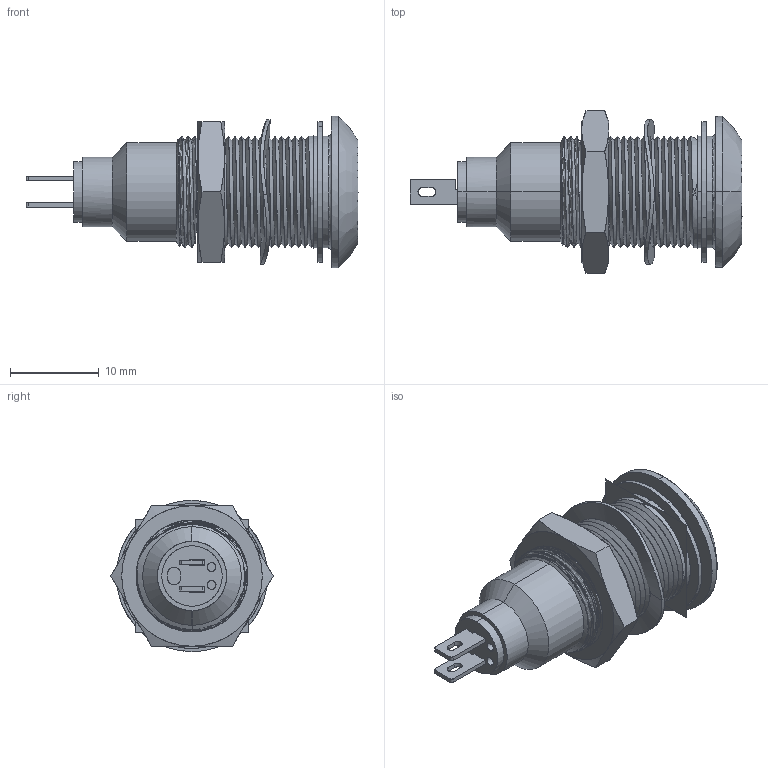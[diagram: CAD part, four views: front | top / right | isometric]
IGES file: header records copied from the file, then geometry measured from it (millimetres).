
Start section: SolidWorks IGES file using analytic representation for surfaces
Global section: file name: PM5-S17XXX.IGS; native system: SolidWorks 2013; preprocessor: SolidWorks 2013; author: mdoan; date: 130917.091649; units: inch
Bounding box: 37.35 x 18.24 x 17 mm (x, y, z)
Surface area: 4231.2 mm2 (no closed solid volume)
Topology: 0 solids, 0 shells, 411 faces, 3775 edges, 3775 vertices
Faces by surface type: bspline 248, revolution 163
